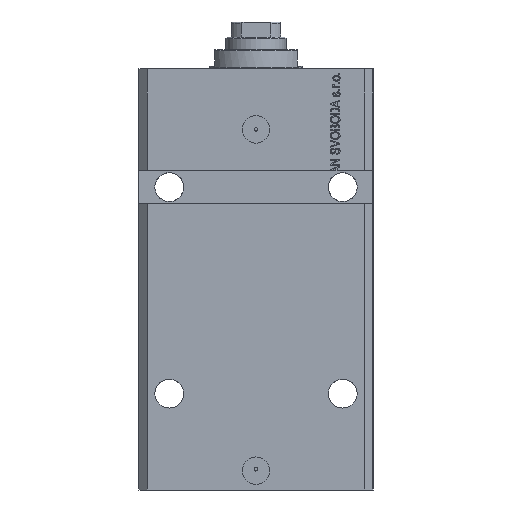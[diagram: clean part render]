
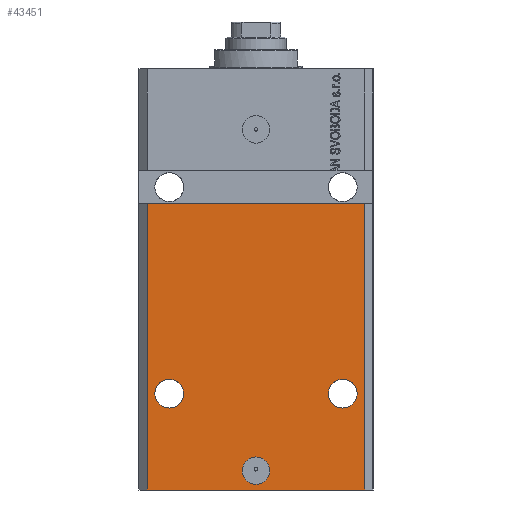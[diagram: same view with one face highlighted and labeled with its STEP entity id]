
A CAD part, front view. The second image highlights one B-rep face of the part: STEP entity #43451.
In plain terms, the highlighted planar face has unit normal (0, -1, 0).
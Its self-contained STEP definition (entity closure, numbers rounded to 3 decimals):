
#206 = ORIENTED_EDGE ( 'NONE', *, *, #4902, .F. ) ;
#948 = VERTEX_POINT ( 'NONE', #30664 ) ;
#1268 = AXIS2_PLACEMENT_3D ( 'NONE', #4885, #23149, #45065 ) ;
#1466 = CARTESIAN_POINT ( 'NONE',  ( 39.5, -31.5, -153. ) ) ;
#1842 = DIRECTION ( 'NONE',  ( 1., 0., 0. ) ) ;
#1883 = FACE_BOUND ( 'NONE', #47526, .T. ) ;
#2152 = CIRCLE ( 'NONE', #43393, 5.25 ) ;
#2613 = DIRECTION ( 'NONE',  ( -1., 0., 0. ) ) ;
#2703 = VERTEX_POINT ( 'NONE', #14920 ) ;
#2706 = VECTOR ( 'NONE', #33756, 1000. ) ;
#3083 = DIRECTION ( 'NONE',  ( 0., -1., 0. ) ) ;
#3296 = EDGE_LOOP ( 'NONE', ( #4246, #21624 ) ) ;
#3685 = DIRECTION ( 'NONE',  ( -1., 0., 0. ) ) ;
#3904 = VERTEX_POINT ( 'NONE', #13150 ) ;
#4246 = ORIENTED_EDGE ( 'NONE', *, *, #28004, .F. ) ;
#4885 = CARTESIAN_POINT ( 'NONE',  ( 0., -31.5, -146. ) ) ;
#4902 = EDGE_CURVE ( 'NONE', #23844, #37540, #45983, .T. ) ;
#5775 = PLANE ( 'NONE',  #34988 ) ;
#6257 = DIRECTION ( 'NONE',  ( 0., -1., 0. ) ) ;
#7186 = DIRECTION ( 'NONE',  ( 1., 0., 0. ) ) ;
#8805 = CARTESIAN_POINT ( 'NONE',  ( -39.5, -31.5, -153. ) ) ;
#8949 = CARTESIAN_POINT ( 'NONE',  ( -39.5, -31.5, -153. ) ) ;
#9089 = AXIS2_PLACEMENT_3D ( 'NONE', #14494, #10362, #9895 ) ;
#9304 = EDGE_CURVE ( 'NONE', #41129, #37540, #23622, .T. ) ;
#9701 = CIRCLE ( 'NONE', #19041, 5. ) ;
#9895 = DIRECTION ( 'NONE',  ( 1., 0., 0. ) ) ;
#10362 = DIRECTION ( 'NONE',  ( 0., -1., 0. ) ) ;
#10598 = DIRECTION ( 'NONE',  ( 0., -1., 0. ) ) ;
#11093 = CARTESIAN_POINT ( 'NONE',  ( -26.25, -31.5, -118. ) ) ;
#12840 = FACE_BOUND ( 'NONE', #3296, .T. ) ;
#13150 = CARTESIAN_POINT ( 'NONE',  ( 26.25, -31.5, -118. ) ) ;
#13249 = ORIENTED_EDGE ( 'NONE', *, *, #35883, .F. ) ;
#14404 = DIRECTION ( 'NONE',  ( 0., -1., 0. ) ) ;
#14494 = CARTESIAN_POINT ( 'NONE',  ( 31.5, -31.5, -118. ) ) ;
#14920 = CARTESIAN_POINT ( 'NONE',  ( 36.75, -31.5, -118. ) ) ;
#15670 = ORIENTED_EDGE ( 'NONE', *, *, #20746, .F. ) ;
#16505 = EDGE_CURVE ( 'NONE', #17625, #23844, #18678, .T. ) ;
#16786 = CARTESIAN_POINT ( 'NONE',  ( 39.5, -31.5, -153. ) ) ;
#16874 = EDGE_CURVE ( 'NONE', #25260, #46719, #9701, .T. ) ;
#17211 = ORIENTED_EDGE ( 'NONE', *, *, #29497, .F. ) ;
#17620 = VERTEX_POINT ( 'NONE', #11093 ) ;
#17625 = VERTEX_POINT ( 'NONE', #48087 ) ;
#17822 = CARTESIAN_POINT ( 'NONE',  ( -31.5, -31.5, -118. ) ) ;
#18148 = CARTESIAN_POINT ( 'NONE',  ( 0., -31.5, -146. ) ) ;
#18678 = LINE ( 'NONE', #26469, #2706 ) ;
#19041 = AXIS2_PLACEMENT_3D ( 'NONE', #18148, #10598, #7186 ) ;
#20332 = ORIENTED_EDGE ( 'NONE', *, *, #38202, .T. ) ;
#20746 = EDGE_CURVE ( 'NONE', #2703, #3904, #26166, .T. ) ;
#20867 = FACE_BOUND ( 'NONE', #42296, .T. ) ;
#21298 = CARTESIAN_POINT ( 'NONE',  ( 31.5, -31.5, -118. ) ) ;
#21624 = ORIENTED_EDGE ( 'NONE', *, *, #16874, .F. ) ;
#22244 = CIRCLE ( 'NONE', #1268, 5. ) ;
#22856 = CARTESIAN_POINT ( 'NONE',  ( -42.5, -31.5, -49. ) ) ;
#23149 = DIRECTION ( 'NONE',  ( 0., -1., 0. ) ) ;
#23572 = VECTOR ( 'NONE', #28233, 1000. ) ;
#23584 = DIRECTION ( 'NONE',  ( 1., 0., 0. ) ) ;
#23622 = LINE ( 'NONE', #1466, #23572 ) ;
#23844 = VERTEX_POINT ( 'NONE', #23894 ) ;
#23894 = CARTESIAN_POINT ( 'NONE',  ( -39.5, -31.5, -49. ) ) ;
#23991 = AXIS2_PLACEMENT_3D ( 'NONE', #21298, #36138, #1842 ) ;
#24037 = FACE_OUTER_BOUND ( 'NONE', #40793, .T. ) ;
#25260 = VERTEX_POINT ( 'NONE', #25941 ) ;
#25757 = VECTOR ( 'NONE', #23584, 1000. ) ;
#25941 = CARTESIAN_POINT ( 'NONE',  ( -5., -31.5, -146. ) ) ;
#26166 = CIRCLE ( 'NONE', #9089, 5.25 ) ;
#26469 = CARTESIAN_POINT ( 'NONE',  ( -39.5, -31.5, -153. ) ) ;
#27004 = CARTESIAN_POINT ( 'NONE',  ( 39.5, -31.5, -49. ) ) ;
#28004 = EDGE_CURVE ( 'NONE', #46719, #25260, #22244, .T. ) ;
#28233 = DIRECTION ( 'NONE',  ( 0., 0., 1. ) ) ;
#28666 = CARTESIAN_POINT ( 'NONE',  ( -31.5, -31.5, -118. ) ) ;
#29497 = EDGE_CURVE ( 'NONE', #948, #17620, #33078, .T. ) ;
#30664 = CARTESIAN_POINT ( 'NONE',  ( -36.75, -31.5, -118. ) ) ;
#30711 = ORIENTED_EDGE ( 'NONE', *, *, #9304, .T. ) ;
#32728 = ORIENTED_EDGE ( 'NONE', *, *, #16505, .F. ) ;
#33078 = CIRCLE ( 'NONE', #42452, 5.25 ) ;
#33624 = DIRECTION ( 'NONE',  ( 1., 0., 0. ) ) ;
#33657 = CARTESIAN_POINT ( 'NONE',  ( 5., -31.5, -146. ) ) ;
#33756 = DIRECTION ( 'NONE',  ( 0., 0., 1. ) ) ;
#34186 = VECTOR ( 'NONE', #33624, 1000. ) ;
#34988 = AXIS2_PLACEMENT_3D ( 'NONE', #8949, #6257, #42786 ) ;
#35175 = EDGE_CURVE ( 'NONE', #17620, #948, #2152, .T. ) ;
#35616 = CIRCLE ( 'NONE', #23991, 5.25 ) ;
#35883 = EDGE_CURVE ( 'NONE', #3904, #2703, #35616, .T. ) ;
#36138 = DIRECTION ( 'NONE',  ( 0., -1., 0. ) ) ;
#37540 = VERTEX_POINT ( 'NONE', #27004 ) ;
#38202 = EDGE_CURVE ( 'NONE', #17625, #41129, #44846, .T. ) ;
#40793 = EDGE_LOOP ( 'NONE', ( #206, #32728, #20332, #30711 ) ) ;
#41129 = VERTEX_POINT ( 'NONE', #16786 ) ;
#42296 = EDGE_LOOP ( 'NONE', ( #42999, #17211 ) ) ;
#42452 = AXIS2_PLACEMENT_3D ( 'NONE', #28666, #3083, #2613 ) ;
#42786 = DIRECTION ( 'NONE',  ( 0., 0., -1. ) ) ;
#42999 = ORIENTED_EDGE ( 'NONE', *, *, #35175, .F. ) ;
#43393 = AXIS2_PLACEMENT_3D ( 'NONE', #17822, #14404, #3685 ) ;
#43451 = ADVANCED_FACE ( 'NONE', ( #12840, #1883, #20867, #24037 ), #5775, .T. ) ;
#44846 = LINE ( 'NONE', #8805, #34186 ) ;
#45065 = DIRECTION ( 'NONE',  ( 1., 0., 0. ) ) ;
#45983 = LINE ( 'NONE', #22856, #25757 ) ;
#46719 = VERTEX_POINT ( 'NONE', #33657 ) ;
#47526 = EDGE_LOOP ( 'NONE', ( #15670, #13249 ) ) ;
#48087 = CARTESIAN_POINT ( 'NONE',  ( -39.5, -31.5, -153. ) ) ;
